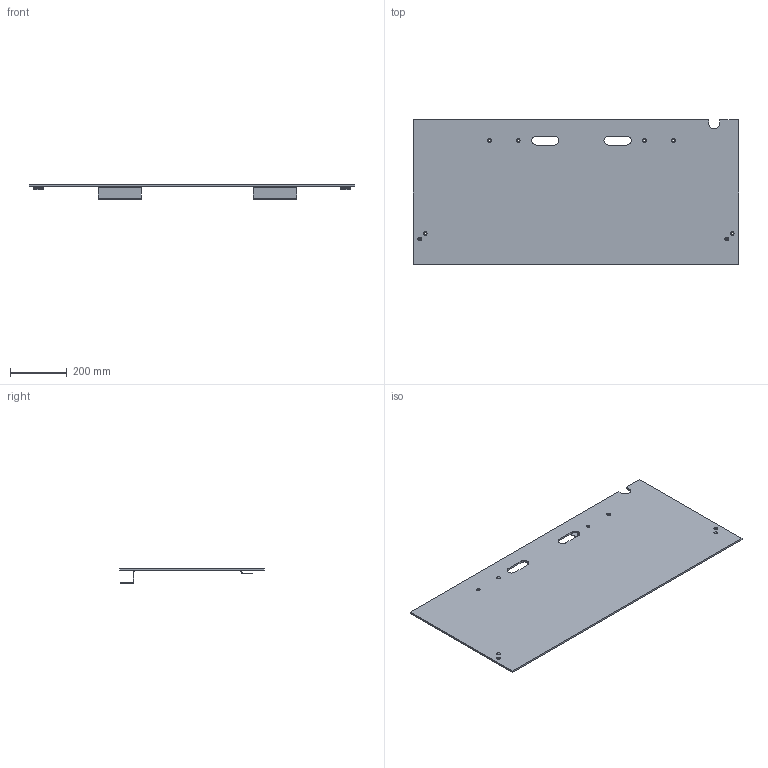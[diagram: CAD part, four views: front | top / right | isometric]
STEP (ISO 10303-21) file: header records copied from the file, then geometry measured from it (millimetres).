
FILE_DESCRIPTION(/* description */ (''),/* implementation_level */ '2;1');
FILE_NAME(/* name */ 'FE-00047.iam.stp',/* time_stamp */ '2018-01-01T11:22:24-08:00',/* author */ ('PhillipD'),/* organization */ (''),/* preprocessor_version */ 'ST-DEVELOPER v16.13',/* originating_system */ 'Autodesk Inventor 2018',/* authorisation */ '');
FILE_SCHEMA (('AUTOMOTIVE_DESIGN { 1 0 10303 214 3 1 1 }'));
Length unit declared in the file: inch
Products named in the file (4): FE-00047; FE-00044; FE-00045; FE-00046
Assembly tree (5 placements, depth 2):
  FE-00047
    FE-00044
    FE-00045  x2
    FE-00046  x2
Bounding box: 1143 x 508 x 52.83 mm (x, y, z)
Volume: 3734914.6 mm3; surface area: 1267706.5 mm2
Topology: 5 solids, 5 shells, 114 faces, 304 edges, 200 vertices
Faces by surface type: cylinder 53, plane 53, cone 8
Full cylindrical faces by diameter (mm): 6.731 x8, 6.756 x8
Entity records: 2473 total; most frequent: DIRECTION 416, CARTESIAN_POINT 387, ORIENTED_EDGE 352, EDGE_CURVE 176, AXIS2_PLACEMENT_3D 157, VERTEX_POINT 128, EDGE_LOOP 122, LINE 102
